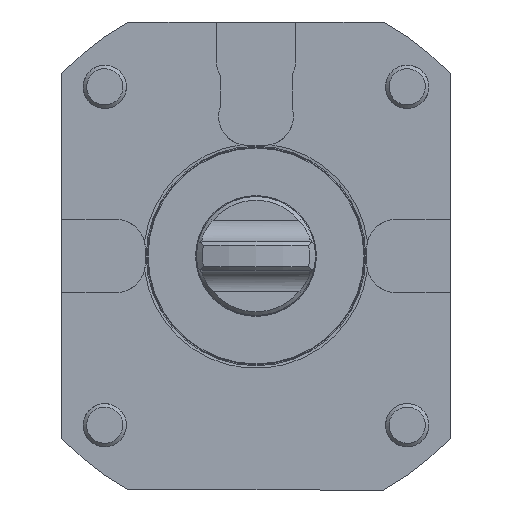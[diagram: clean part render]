
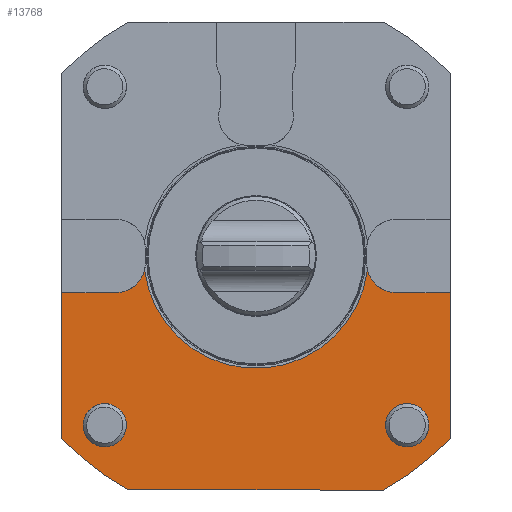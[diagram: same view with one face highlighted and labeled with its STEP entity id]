
A CAD part, front view. The second image highlights one B-rep face of the part: STEP entity #13768.
In plain terms, the highlighted planar face has unit normal (0, -1, 0).
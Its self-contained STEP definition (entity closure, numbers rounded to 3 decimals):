
#110 = CIRCLE ( 'NONE', #13653, 74. ) ;
#190 = CIRCLE ( 'NONE', #16129, 8. ) ;
#211 = ORIENTED_EDGE ( 'NONE', *, *, #7475, .F. ) ;
#343 = EDGE_CURVE ( 'NONE', #3795, #14058, #190, .T. ) ;
#647 = CARTESIAN_POINT ( 'NONE',  ( -36., 0., -47. ) ) ;
#674 = ORIENTED_EDGE ( 'NONE', *, *, #7900, .T. ) ;
#675 = CARTESIAN_POINT ( 'NONE',  ( -54., 0., 0. ) ) ;
#905 = CARTESIAN_POINT ( 'NONE',  ( 0., 0., 0. ) ) ;
#1027 = CIRCLE ( 'NONE', #14279, 31.2 ) ;
#1079 = CIRCLE ( 'NONE', #8507, 8. ) ;
#1215 = CARTESIAN_POINT ( 'NONE',  ( -54., 0., -10.15 ) ) ;
#1466 = LINE ( 'NONE', #5280, #7984 ) ;
#1733 = DIRECTION ( 'NONE',  ( -1., 0., 0. ) ) ;
#1758 = ORIENTED_EDGE ( 'NONE', *, *, #4135, .F. ) ;
#1832 = VERTEX_POINT ( 'NONE', #4418 ) ;
#2004 = DIRECTION ( 'NONE',  ( 1., 0., 0. ) ) ;
#2095 = AXIS2_PLACEMENT_3D ( 'NONE', #7048, #9545, #12110 ) ;
#2110 = VERTEX_POINT ( 'NONE', #8542 ) ;
#2202 = VERTEX_POINT ( 'NONE', #8459 ) ;
#2358 = VERTEX_POINT ( 'NONE', #1215 ) ;
#2975 = LINE ( 'NONE', #10866, #12064 ) ;
#3069 = AXIS2_PLACEMENT_3D ( 'NONE', #12148, #3104, #15977 ) ;
#3104 = DIRECTION ( 'NONE',  ( 0., -1., 0. ) ) ;
#3343 = CARTESIAN_POINT ( 'NONE',  ( -54., 0., -50.596 ) ) ;
#3491 = DIRECTION ( 'NONE',  ( 0., 0., 1. ) ) ;
#3549 = LINE ( 'NONE', #8618, #6924 ) ;
#3795 = VERTEX_POINT ( 'NONE', #4977 ) ;
#3886 = LINE ( 'NONE', #6793, #12697 ) ;
#4118 = EDGE_CURVE ( 'NONE', #2202, #3795, #1027, .T. ) ;
#4135 = EDGE_CURVE ( 'NONE', #13188, #13188, #8192, .T. ) ;
#4418 = CARTESIAN_POINT ( 'NONE',  ( 54., 0., -50.596 ) ) ;
#4685 = CIRCLE ( 'NONE', #6006, 6. ) ;
#4954 = DIRECTION ( 'NONE',  ( 0., 0., 1. ) ) ;
#4977 = CARTESIAN_POINT ( 'NONE',  ( 30.951, 0., -3.933 ) ) ;
#5193 = CARTESIAN_POINT ( 'NONE',  ( 0., 0., 0. ) ) ;
#5280 = CARTESIAN_POINT ( 'NONE',  ( 54., 0., 0. ) ) ;
#5675 = EDGE_CURVE ( 'NONE', #2358, #7363, #3886, .T. ) ;
#5896 = DIRECTION ( 'NONE',  ( 0., -1., 0. ) ) ;
#5962 = DIRECTION ( 'NONE',  ( 0., -1., 0. ) ) ;
#6006 = AXIS2_PLACEMENT_3D ( 'NONE', #14710, #5896, #2004 ) ;
#6428 = EDGE_CURVE ( 'NONE', #2202, #7363, #1079, .T. ) ;
#6793 = CARTESIAN_POINT ( 'NONE',  ( -59.893, 0., -10.15 ) ) ;
#6924 = VECTOR ( 'NONE', #12662, 1000. ) ;
#7048 = CARTESIAN_POINT ( 'NONE',  ( 42., 0., -47. ) ) ;
#7130 = DIRECTION ( 'NONE',  ( 0., 0., 1. ) ) ;
#7363 = VERTEX_POINT ( 'NONE', #15714 ) ;
#7475 = EDGE_CURVE ( 'NONE', #11580, #2358, #13543, .T. ) ;
#7484 = CARTESIAN_POINT ( 'NONE',  ( -35.369, 0., -65. ) ) ;
#7597 = DIRECTION ( 'NONE',  ( 0., -1., 0. ) ) ;
#7664 = CARTESIAN_POINT ( 'NONE',  ( 38.75, 0., -10.15 ) ) ;
#7790 = DIRECTION ( 'NONE',  ( 1., 0., 0. ) ) ;
#7869 = CARTESIAN_POINT ( 'NONE',  ( 48., 0., -47. ) ) ;
#7889 = DIRECTION ( 'NONE',  ( 0., 1., 0. ) ) ;
#7900 = EDGE_CURVE ( 'NONE', #11334, #2110, #3549, .T. ) ;
#7984 = VECTOR ( 'NONE', #15330, 1000. ) ;
#7997 = EDGE_CURVE ( 'NONE', #1832, #12133, #1466, .T. ) ;
#8192 = CIRCLE ( 'NONE', #2095, 6. ) ;
#8325 = ORIENTED_EDGE ( 'NONE', *, *, #11825, .T. ) ;
#8459 = CARTESIAN_POINT ( 'NONE',  ( -30.951, 0., -3.933 ) ) ;
#8468 = EDGE_LOOP ( 'NONE', ( #11682 ) ) ;
#8507 = AXIS2_PLACEMENT_3D ( 'NONE', #11543, #7889, #10384 ) ;
#8542 = CARTESIAN_POINT ( 'NONE',  ( 35.369, 0., -65. ) ) ;
#8618 = CARTESIAN_POINT ( 'NONE',  ( 0., 0., -65. ) ) ;
#8848 = EDGE_LOOP ( 'NONE', ( #1758 ) ) ;
#9024 = PLANE ( 'NONE',  #12587 ) ;
#9094 = ORIENTED_EDGE ( 'NONE', *, *, #5675, .F. ) ;
#9096 = EDGE_LOOP ( 'NONE', ( #13445, #8325, #10528, #12338, #13975, #9094, #211, #12119, #674, #12996 ) ) ;
#9177 = CARTESIAN_POINT ( 'NONE',  ( 54., 0., -10.15 ) ) ;
#9545 = DIRECTION ( 'NONE',  ( 0., -1., 0. ) ) ;
#10111 = DIRECTION ( 'NONE',  ( 0., 0., 1. ) ) ;
#10178 = FACE_BOUND ( 'NONE', #8848, .T. ) ;
#10384 = DIRECTION ( 'NONE',  ( 0., 0., -1. ) ) ;
#10528 = ORIENTED_EDGE ( 'NONE', *, *, #343, .F. ) ;
#10866 = CARTESIAN_POINT ( 'NONE',  ( 59.893, 0., -10.15 ) ) ;
#11105 = VERTEX_POINT ( 'NONE', #647 ) ;
#11133 = CARTESIAN_POINT ( 'NONE',  ( 0., 0., 0. ) ) ;
#11276 = CIRCLE ( 'NONE', #3069, 74. ) ;
#11334 = VERTEX_POINT ( 'NONE', #7484 ) ;
#11543 = CARTESIAN_POINT ( 'NONE',  ( -38.75, 0., -2.15 ) ) ;
#11580 = VERTEX_POINT ( 'NONE', #3343 ) ;
#11590 = FACE_OUTER_BOUND ( 'NONE', #9096, .T. ) ;
#11682 = ORIENTED_EDGE ( 'NONE', *, *, #15485, .F. ) ;
#11825 = EDGE_CURVE ( 'NONE', #12133, #14058, #2975, .T. ) ;
#12064 = VECTOR ( 'NONE', #1733, 1000. ) ;
#12110 = DIRECTION ( 'NONE',  ( 1., 0., 0. ) ) ;
#12119 = ORIENTED_EDGE ( 'NONE', *, *, #13326, .T. ) ;
#12133 = VERTEX_POINT ( 'NONE', #9177 ) ;
#12148 = CARTESIAN_POINT ( 'NONE',  ( 0., 0., 0. ) ) ;
#12338 = ORIENTED_EDGE ( 'NONE', *, *, #4118, .F. ) ;
#12587 = AXIS2_PLACEMENT_3D ( 'NONE', #5193, #7597, #4954 ) ;
#12662 = DIRECTION ( 'NONE',  ( 1., 0., 0. ) ) ;
#12697 = VECTOR ( 'NONE', #7790, 1000. ) ;
#12996 = ORIENTED_EDGE ( 'NONE', *, *, #14343, .T. ) ;
#13188 = VERTEX_POINT ( 'NONE', #7869 ) ;
#13287 = VECTOR ( 'NONE', #3491, 1000. ) ;
#13326 = EDGE_CURVE ( 'NONE', #11580, #11334, #110, .T. ) ;
#13445 = ORIENTED_EDGE ( 'NONE', *, *, #7997, .T. ) ;
#13543 = LINE ( 'NONE', #675, #13287 ) ;
#13621 = DIRECTION ( 'NONE',  ( 0., -1., 0. ) ) ;
#13653 = AXIS2_PLACEMENT_3D ( 'NONE', #11133, #13621, #15027 ) ;
#13768 = ADVANCED_FACE ( 'Defeature completata1_4', ( #10178, #15328, #11590 ), #9024, .T. ) ;
#13773 = DIRECTION ( 'NONE',  ( 0., -1., 0. ) ) ;
#13975 = ORIENTED_EDGE ( 'NONE', *, *, #6428, .T. ) ;
#14058 = VERTEX_POINT ( 'NONE', #7664 ) ;
#14279 = AXIS2_PLACEMENT_3D ( 'NONE', #905, #5962, #7130 ) ;
#14343 = EDGE_CURVE ( 'NONE', #2110, #1832, #11276, .T. ) ;
#14710 = CARTESIAN_POINT ( 'NONE',  ( -42., 0., -47. ) ) ;
#15027 = DIRECTION ( 'NONE',  ( 0., 0., 1. ) ) ;
#15328 = FACE_BOUND ( 'NONE', #8468, .T. ) ;
#15330 = DIRECTION ( 'NONE',  ( 0., 0., 1. ) ) ;
#15485 = EDGE_CURVE ( 'NONE', #11105, #11105, #4685, .T. ) ;
#15714 = CARTESIAN_POINT ( 'NONE',  ( -38.75, 0., -10.15 ) ) ;
#15977 = DIRECTION ( 'NONE',  ( 0., 0., 1. ) ) ;
#16129 = AXIS2_PLACEMENT_3D ( 'NONE', #16271, #13773, #10111 ) ;
#16271 = CARTESIAN_POINT ( 'NONE',  ( 38.75, 0., -2.15 ) ) ;
